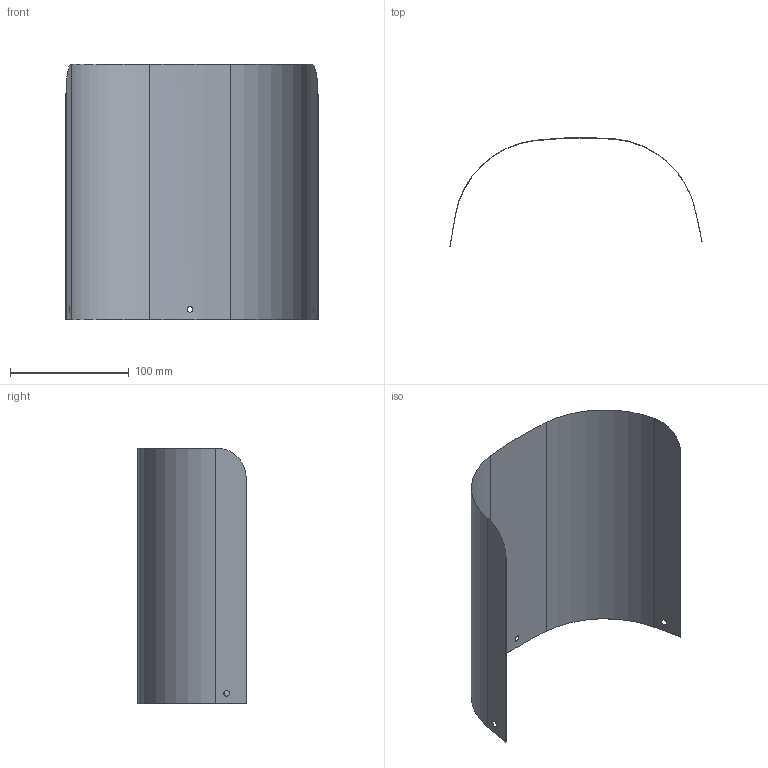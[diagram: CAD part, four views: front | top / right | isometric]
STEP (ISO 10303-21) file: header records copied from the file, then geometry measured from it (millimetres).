
FILE_DESCRIPTION (( 'STEP AP203' ), '1' );
FILE_NAME ('9998-0008-02.STEP', '2020-03-31T15:48:14', ( '' ), ( '' ), 'SwSTEP 2.0', 'SolidWorks 2015', '' );
FILE_SCHEMA (( 'CONFIG_CONTROL_DESIGN' ));
Length unit declared in the file: inch
Products named in the file (1): 9998-0008-02
Bounding box: 212.67 x 91.56 x 215.9 mm (x, y, z)
Volume: 1728.7 mm3; surface area: 136147.7 mm2
Topology: 1 solids, 1 shells, 30 faces, 68 edges, 40 vertices
Faces by surface type: plane 16, cylinder 12, bspline 2
Entity records: 1105 total; most frequent: CARTESIAN_POINT 343, DIRECTION 144, ORIENTED_EDGE 136, EDGE_CURVE 68, AXIS2_PLACEMENT_3D 53, VERTEX_POINT 40, LINE 38, VECTOR 38
